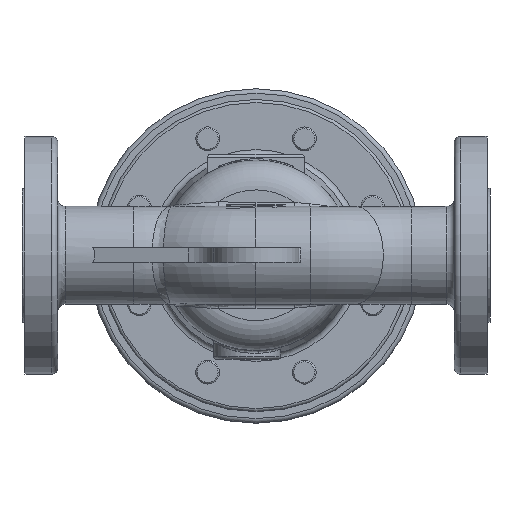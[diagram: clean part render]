
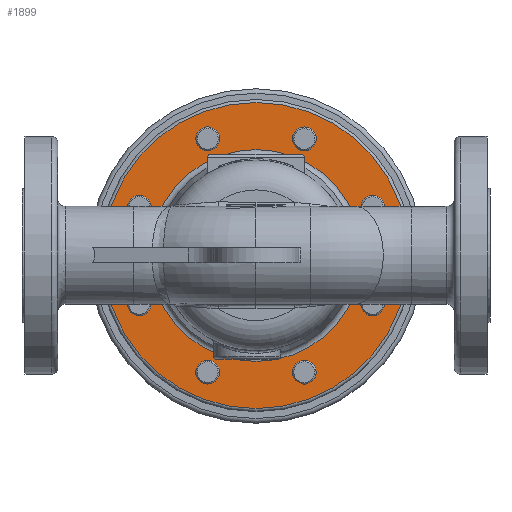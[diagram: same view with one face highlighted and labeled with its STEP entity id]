
A CAD part, top view. The second image highlights one B-rep face of the part: STEP entity #1899.
In plain terms, the highlighted planar face has unit normal (0, 0, 1).
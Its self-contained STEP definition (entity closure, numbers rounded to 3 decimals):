
#1769=CARTESIAN_POINT('',(103.0,0.,189.5));
#1770=VERTEX_POINT('',#1769);
#1771=CARTESIAN_POINT('',(0.0,0.0,189.5));
#1772=DIRECTION('',(0.0,0.0,-1.0));
#1773=DIRECTION('',(-1.0,0.0,0.0));
#1774=AXIS2_PLACEMENT_3D('',#1771,#1772,#1773);
#1775=CIRCLE('',#1774,103.0);
#1776=EDGE_CURVE('',#1770,#1770,#1775,.T.);
#1792=CARTESIAN_POINT('',(0.0,0.0,189.5));
#1793=DIRECTION('',(0.0,0.0,-1.0));
#1794=DIRECTION('',(-1.0,0.0,0.0));
#1795=AXIS2_PLACEMENT_3D('',#1792,#1793,#1794);
#1796=PLANE('',#1795);
#1797=ORIENTED_EDGE('',*,*,#1776,.F.);
#1798=EDGE_LOOP('',(#1797));
#1799=FACE_OUTER_BOUND('',#1798,.T.);
#1800=CARTESIAN_POINT('',(-71.279,0.,189.5));
#1801=VERTEX_POINT('',#1800);
#1802=CARTESIAN_POINT('',(0.0,0.0,189.5));
#1803=DIRECTION('',(0.0,0.0,1.0));
#1804=DIRECTION('',(1.0,0.0,0.0));
#1805=AXIS2_PLACEMENT_3D('',#1802,#1803,#1804);
#1806=CIRCLE('',#1805,71.279);
#1807=EDGE_CURVE('',#1801,#1801,#1806,.T.);
#1808=ORIENTED_EDGE('',*,*,#1807,.F.);
#1809=EDGE_LOOP('',(#1808));
#1810=FACE_BOUND('',#1809,.T.);
#1811=CARTESIAN_POINT('',(-70.53,32.528,189.5));
#1812=VERTEX_POINT('',#1811);
#1813=CARTESIAN_POINT('',(-78.53,32.528,189.5));
#1814=DIRECTION('',(0.0,0.0,-1.0));
#1815=DIRECTION('',(-1.0,0.0,0.0));
#1816=AXIS2_PLACEMENT_3D('',#1813,#1814,#1815);
#1817=CIRCLE('',#1816,8.0);
#1818=EDGE_CURVE('',#1812,#1812,#1817,.T.);
#1819=ORIENTED_EDGE('',*,*,#1818,.T.);
#1820=EDGE_LOOP('',(#1819));
#1821=FACE_BOUND('',#1820,.T.);
#1822=CARTESIAN_POINT('',(-26.871,72.873,189.5));
#1823=VERTEX_POINT('',#1822);
#1824=CARTESIAN_POINT('',(-32.528,78.53,189.5));
#1825=DIRECTION('',(0.0,0.0,-1.0));
#1826=DIRECTION('',(-0.707,0.707,0.0));
#1827=AXIS2_PLACEMENT_3D('',#1824,#1825,#1826);
#1828=CIRCLE('',#1827,8.0);
#1829=EDGE_CURVE('',#1823,#1823,#1828,.T.);
#1830=ORIENTED_EDGE('',*,*,#1829,.T.);
#1831=EDGE_LOOP('',(#1830));
#1832=FACE_BOUND('',#1831,.T.);
#1833=CARTESIAN_POINT('',(32.528,70.53,189.5));
#1834=VERTEX_POINT('',#1833);
#1835=CARTESIAN_POINT('',(32.528,78.53,189.5));
#1836=DIRECTION('',(0.0,0.0,-1.0));
#1837=DIRECTION('',(0.0,1.0,0.0));
#1838=AXIS2_PLACEMENT_3D('',#1835,#1836,#1837);
#1839=CIRCLE('',#1838,8.0);
#1840=EDGE_CURVE('',#1834,#1834,#1839,.T.);
#1841=ORIENTED_EDGE('',*,*,#1840,.T.);
#1842=EDGE_LOOP('',(#1841));
#1843=FACE_BOUND('',#1842,.T.);
#1844=CARTESIAN_POINT('',(72.873,26.871,189.5));
#1845=VERTEX_POINT('',#1844);
#1846=CARTESIAN_POINT('',(78.53,32.528,189.5));
#1847=DIRECTION('',(0.0,0.0,-1.0));
#1848=DIRECTION('',(0.707,0.707,0.0));
#1849=AXIS2_PLACEMENT_3D('',#1846,#1847,#1848);
#1850=CIRCLE('',#1849,8.0);
#1851=EDGE_CURVE('',#1845,#1845,#1850,.T.);
#1852=ORIENTED_EDGE('',*,*,#1851,.T.);
#1853=EDGE_LOOP('',(#1852));
#1854=FACE_BOUND('',#1853,.T.);
#1855=CARTESIAN_POINT('',(70.53,-32.528,189.5));
#1856=VERTEX_POINT('',#1855);
#1857=CARTESIAN_POINT('',(78.53,-32.528,189.5));
#1858=DIRECTION('',(0.0,0.0,-1.0));
#1859=DIRECTION('',(1.0,0.0,0.0));
#1860=AXIS2_PLACEMENT_3D('',#1857,#1858,#1859);
#1861=CIRCLE('',#1860,8.0);
#1862=EDGE_CURVE('',#1856,#1856,#1861,.T.);
#1863=ORIENTED_EDGE('',*,*,#1862,.T.);
#1864=EDGE_LOOP('',(#1863));
#1865=FACE_BOUND('',#1864,.T.);
#1866=CARTESIAN_POINT('',(26.871,-72.873,189.5));
#1867=VERTEX_POINT('',#1866);
#1868=CARTESIAN_POINT('',(32.528,-78.53,189.5));
#1869=DIRECTION('',(0.0,0.0,-1.0));
#1870=DIRECTION('',(0.707,-0.707,0.0));
#1871=AXIS2_PLACEMENT_3D('',#1868,#1869,#1870);
#1872=CIRCLE('',#1871,8.0);
#1873=EDGE_CURVE('',#1867,#1867,#1872,.T.);
#1874=ORIENTED_EDGE('',*,*,#1873,.T.);
#1875=EDGE_LOOP('',(#1874));
#1876=FACE_BOUND('',#1875,.T.);
#1877=CARTESIAN_POINT('',(-32.528,-70.53,189.5));
#1878=VERTEX_POINT('',#1877);
#1879=CARTESIAN_POINT('',(-32.528,-78.53,189.5));
#1880=DIRECTION('',(0.0,0.0,-1.0));
#1881=DIRECTION('',(0.0,-1.0,0.0));
#1882=AXIS2_PLACEMENT_3D('',#1879,#1880,#1881);
#1883=CIRCLE('',#1882,8.0);
#1884=EDGE_CURVE('',#1878,#1878,#1883,.T.);
#1885=ORIENTED_EDGE('',*,*,#1884,.T.);
#1886=EDGE_LOOP('',(#1885));
#1887=FACE_BOUND('',#1886,.T.);
#1888=CARTESIAN_POINT('',(-72.873,-26.871,189.5));
#1889=VERTEX_POINT('',#1888);
#1890=CARTESIAN_POINT('',(-78.53,-32.528,189.5));
#1891=DIRECTION('',(0.0,0.0,-1.0));
#1892=DIRECTION('',(-0.707,-0.707,0.0));
#1893=AXIS2_PLACEMENT_3D('',#1890,#1891,#1892);
#1894=CIRCLE('',#1893,8.0);
#1895=EDGE_CURVE('',#1889,#1889,#1894,.T.);
#1896=ORIENTED_EDGE('',*,*,#1895,.T.);
#1897=EDGE_LOOP('',(#1896));
#1898=FACE_BOUND('',#1897,.T.);
#1899=ADVANCED_FACE('',(#1799,#1810,#1821,#1832,#1843,#1854,#1865,#1876,#1887,#1898),#1796,.F.);
